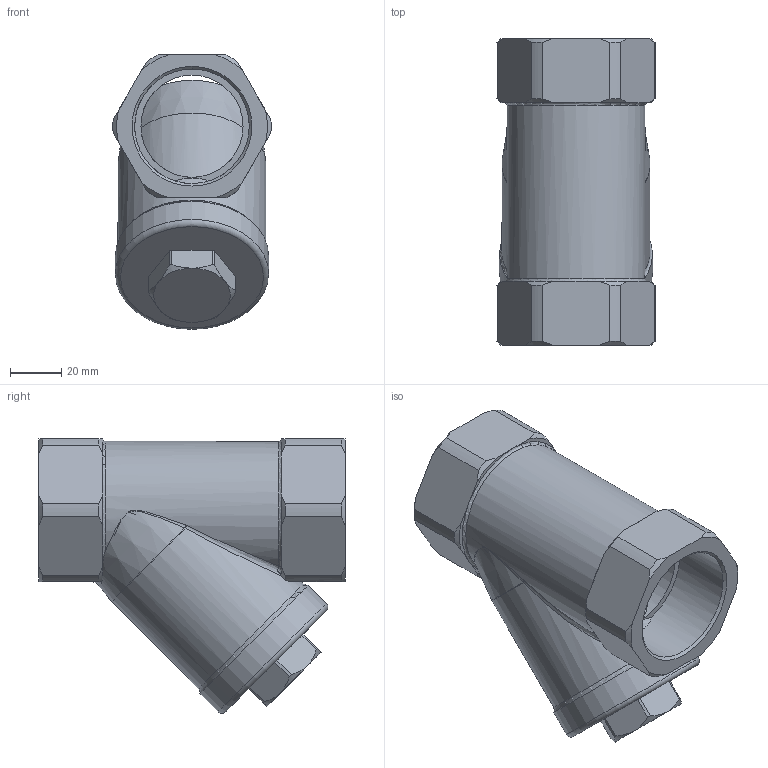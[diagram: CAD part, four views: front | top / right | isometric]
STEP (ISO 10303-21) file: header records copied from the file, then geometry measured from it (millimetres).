
FILE_DESCRIPTION(/* description */ ('Unknown'),/* implementation_level */ '2;1');
FILE_NAME(/* name */ '9180-08',/* time_stamp */ '2024-10-23T10:46:22+02:00',/* author */ ('Unknown'),/* organization */ ('Unknown'),/* preprocessor_version */ 'ST-DEVELOPER v19.4',/* originating_system */ 'Solid Edge',/* authorisation */ 'Unknown');
FILE_SCHEMA (('AUTOMOTIVE_DESIGN {1 0 10303 214 3 1 1}'));
Length unit declared in the file: millimetre
Products named in the file (1): 9180-08
Bounding box: 61.98 x 120 x 107.47 mm (x, y, z)
Volume: 277326.8 mm3; surface area: 54713.4 mm2
Topology: 1 solids, 1 shells, 119 faces, 315 edges, 202 vertices
Faces by surface type: plane 40, cone 35, cylinder 30, bspline 9, torus 5
Full cylindrical faces by diameter (mm): 40 x1, 44.845 x2, 58 x1, 60 x1
Entity records: 4865 total; most frequent: CARTESIAN_POINT 1267, ORIENTED_EDGE 596, DIRECTION 542, EDGE_CURVE 298, AXIS2_PLACEMENT_3D 233, VERTEX_POINT 195, EDGE_LOOP 135, FACE_BOUND 135
